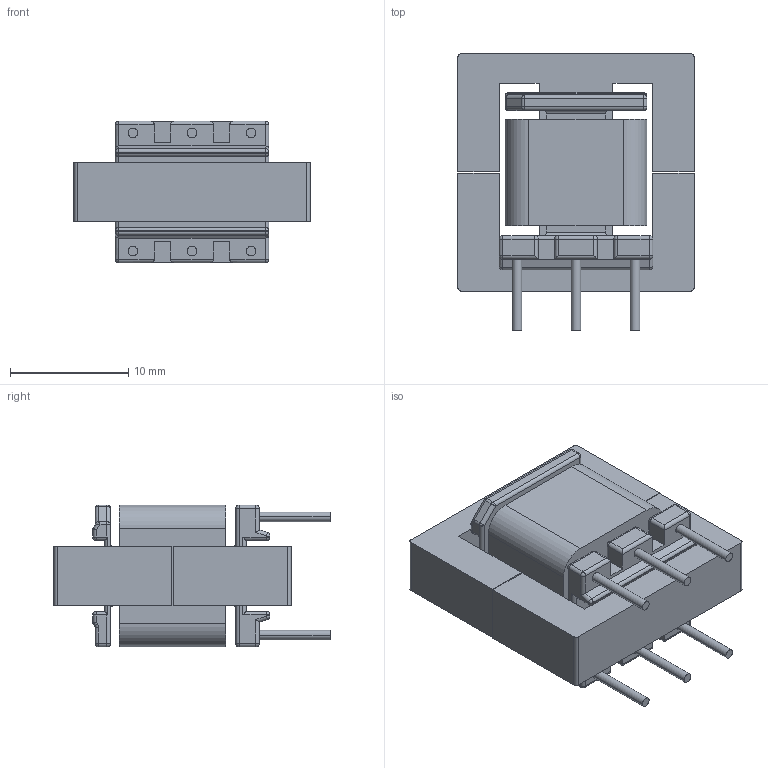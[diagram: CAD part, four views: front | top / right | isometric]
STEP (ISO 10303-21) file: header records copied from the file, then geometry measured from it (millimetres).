
FILE_DESCRIPTION (( 'STEP AP214' ), '1' );
FILE_NAME ('12FB0A9A-E914-41A1-8E4C-9DC119431A26.STEP', '2024-04-26T19:38:49', ( '' ), ( '' ), 'SwSTEP 2.0', 'SolidWorks 2022', '' );
FILE_SCHEMA (( 'AUTOMOTIVE_DESIGN' ));
Length unit declared in the file: millimetre
Products named in the file (1): 12FB0A9A-E914-41A1-8E4C-9DC119431A26
Bounding box: 20 x 23.4 x 12 mm (x, y, z)
Volume: 2976.8 mm3; surface area: 3157 mm2
Topology: 3 solids, 3 shells, 268 faces, 628 edges, 335 vertices
Faces by surface type: cylinder 124, plane 99, sphere 41, torus 3, bspline 1
Entity records: 10218 total; most frequent: CARTESIAN_POINT 1402, DIRECTION 1254, ORIENTED_EDGE 1174, EDGE_CURVE 587, AXIS2_PLACEMENT_3D 443, VECTOR 368, LINE 368, VERTEX_POINT 335
